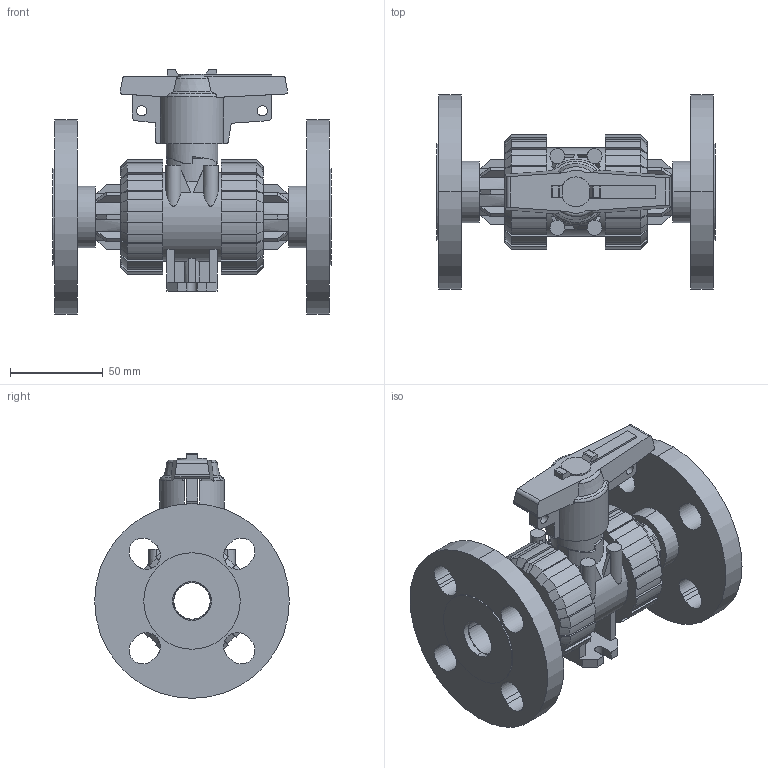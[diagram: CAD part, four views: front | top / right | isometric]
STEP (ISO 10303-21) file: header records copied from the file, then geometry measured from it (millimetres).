
FILE_DESCRIPTION(('STEP AP214'),'1');
FILE_NAME('cctmp_B5C1606F-5A52-4902-96E9-FCA48EEFD985_2022_05_05_11_19_33_0091..stp','2022-05-05T09:19:33',('Praher Valves GmbH'),('CADClick - www.CADClick.com'),'Spatial InterOp 3D',' ','unknown authorization');
FILE_SCHEMA(('AUTOMOTIVE_DESIGN'));
Length unit declared in the file: millimetre
Products named in the file (9): cc_unnamed; 129923A_7; 129923A_6; 129923A_5; 129923A_4; 129923A_3; 129923A_2; 129923A_1; 129923A
Assembly tree (8 placements, depth 2):
  cc_unnamed
    129923A_7
    129923A_6
    129923A_5
    129923A_4
    129923A_3
    129923A_2
    129923A_1
    129923A
Bounding box: 150 x 105 x 131.93 mm (x, y, z)
Volume: 435462.7 mm3; surface area: 130874.5 mm2
Topology: 8 solids, 8 shells, 582 faces, 1654 edges, 1102 vertices
Faces by surface type: plane 280, cylinder 166, cone 80, bspline 48, torus 8
Entity records: 25429 total; most frequent: CARTESIAN_POINT 5736, ORIENTED_EDGE 3308, DIRECTION 2908, EDGE_CURVE 1654, VERTEX_POINT 1102, AXIS2_PLACEMENT_3D 1031, LINE 846, VECTOR 846
